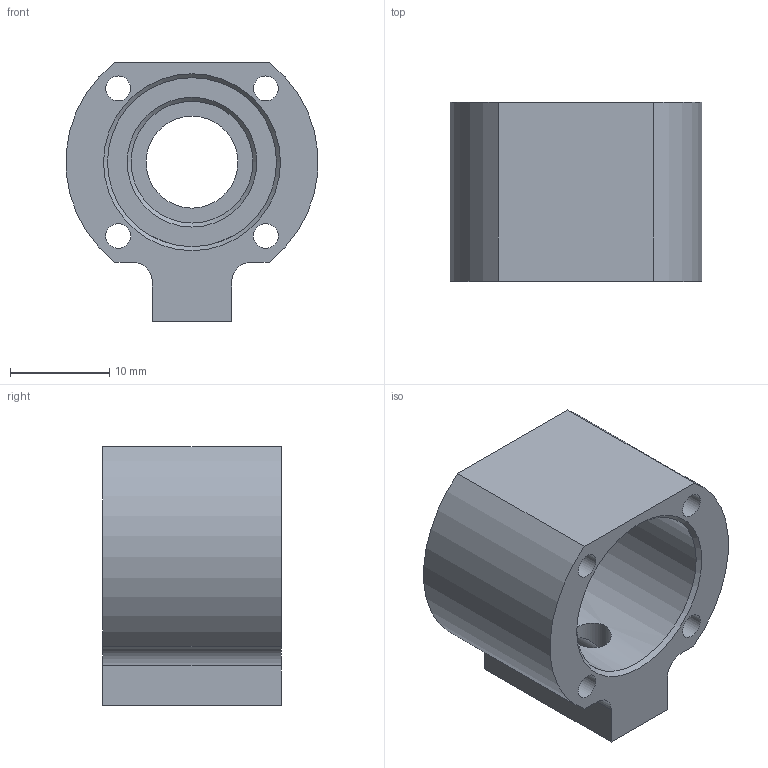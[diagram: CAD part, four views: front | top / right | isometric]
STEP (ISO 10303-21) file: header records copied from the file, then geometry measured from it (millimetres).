
FILE_DESCRIPTION(/* description */ (''),/* implementation_level */ '2;1');
FILE_NAME(/* name */ 'valveBody-V1.step',/* time_stamp */ '2023-06-06T15:34:11+02:00',/* author */ (''),/* organization */ (''),/* preprocessor_version */ 'ST-DEVELOPER v19.2',/* originating_system */ 'Autodesk Translation Framework v12.6.0.85',/* authorisation */ '');
FILE_SCHEMA (('AUTOMOTIVE_DESIGN { 1 0 10303 214 3 1 1 }'));
Length unit declared in the file: millimetre
Products named in the file (1): valveBody
Bounding box: 25.32 x 18 x 26 mm (x, y, z)
Volume: 4860.5 mm3; surface area: 4015.9 mm2
Topology: 1 solids, 1 shells, 38 faces, 101 edges, 65 vertices
Faces by surface type: cylinder 20, plane 10, cone 8
Full cylindrical faces by diameter (mm): 2.5 x4, 4 x4, 4.2 x1, 4.234 x2, 9.25 x1, 12.25 x1, 17 x1
Entity records: 1405 total; most frequent: CARTESIAN_POINT 376, DIRECTION 210, ORIENTED_EDGE 200, EDGE_CURVE 100, AXIS2_PLACEMENT_3D 82, VERTEX_POINT 65, EDGE_LOOP 53, LINE 46
